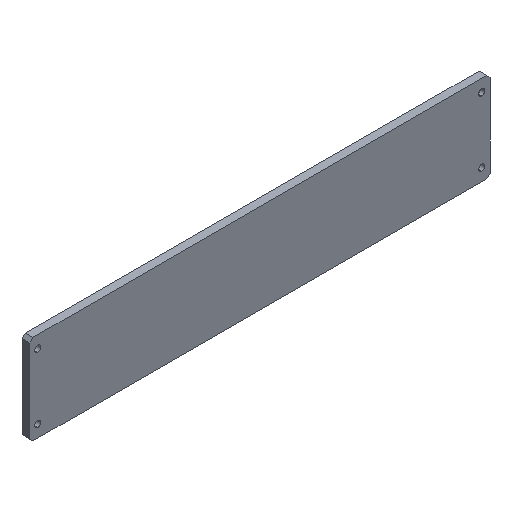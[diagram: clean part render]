
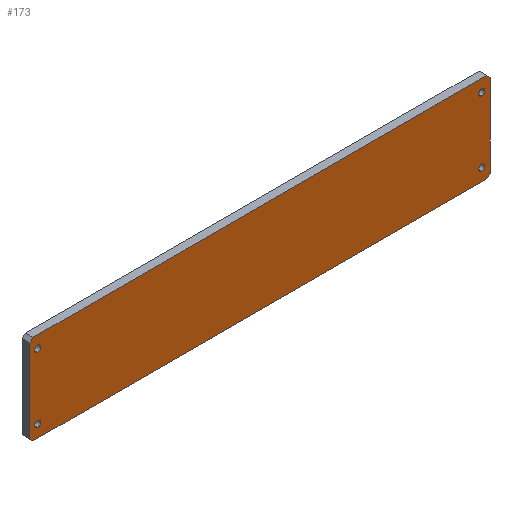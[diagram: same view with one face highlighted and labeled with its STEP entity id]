
A CAD part, isometric view. The second image highlights one B-rep face of the part: STEP entity #173.
In plain terms, the highlighted planar face has unit normal (0, -1, 0).
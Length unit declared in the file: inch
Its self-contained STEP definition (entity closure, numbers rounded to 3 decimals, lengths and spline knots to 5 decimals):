
#3 = EDGE_CURVE ( 'NONE', #562, #636, #610, .T. ) ;
#4 = CARTESIAN_POINT ( 'NONE',  ( 6.8125, 0., -1. ) ) ;
#10 = DIRECTION ( 'NONE',  ( 0., 1., 0. ) ) ;
#12 = DIRECTION ( 'NONE',  ( 0., 0., -1. ) ) ;
#14 = EDGE_LOOP ( 'NONE', ( #523, #631 ) ) ;
#15 = CARTESIAN_POINT ( 'NONE',  ( -6.9625, 0., -1.375 ) ) ;
#21 = VERTEX_POINT ( 'NONE', #53 ) ;
#32 = AXIS2_PLACEMENT_3D ( 'NONE', #526, #476, #336 ) ;
#33 = CARTESIAN_POINT ( 'NONE',  ( -7.0625, 0., 1.375 ) ) ;
#34 = VECTOR ( 'NONE', #418, 39.37008 ) ;
#35 = EDGE_LOOP ( 'NONE', ( #268, #43 ) ) ;
#40 = LINE ( 'NONE', #246, #88 ) ;
#43 = ORIENTED_EDGE ( 'NONE', *, *, #57, .T. ) ;
#45 = CIRCLE ( 'NONE', #129, 0.09375 ) ;
#46 = DIRECTION ( 'NONE',  ( 0., 0., 1. ) ) ;
#48 = DIRECTION ( 'NONE',  ( 0., 0., -1. ) ) ;
#53 = CARTESIAN_POINT ( 'NONE',  ( 6.8125, 0., -0.90625 ) ) ;
#57 = EDGE_CURVE ( 'NONE', #251, #21, #389, .T. ) ;
#58 = ORIENTED_EDGE ( 'NONE', *, *, #252, .F. ) ;
#60 = AXIS2_PLACEMENT_3D ( 'NONE', #474, #497, #91 ) ;
#63 = VERTEX_POINT ( 'NONE', #293 ) ;
#71 = DIRECTION ( 'NONE',  ( 0., 1., 0. ) ) ;
#77 = CIRCLE ( 'NONE', #60, 0.09375 ) ;
#88 = VECTOR ( 'NONE', #12, 39.37008 ) ;
#91 = DIRECTION ( 'NONE',  ( 0., 0., 1. ) ) ;
#93 = ORIENTED_EDGE ( 'NONE', *, *, #364, .F. ) ;
#94 = FACE_BOUND ( 'NONE', #289, .T. ) ;
#96 = EDGE_CURVE ( 'NONE', #528, #257, #233, .T. ) ;
#108 = CARTESIAN_POINT ( 'NONE',  ( -7.0625, 0., 1.275 ) ) ;
#111 = LINE ( 'NONE', #422, #262 ) ;
#119 = AXIS2_PLACEMENT_3D ( 'NONE', #188, #456, #419 ) ;
#123 = CARTESIAN_POINT ( 'NONE',  ( -6.8125, 0., 1. ) ) ;
#129 = AXIS2_PLACEMENT_3D ( 'NONE', #123, #71, #323 ) ;
#131 = EDGE_LOOP ( 'NONE', ( #600, #258 ) ) ;
#132 = ORIENTED_EDGE ( 'NONE', *, *, #353, .T. ) ;
#140 = ORIENTED_EDGE ( 'NONE', *, *, #3, .T. ) ;
#143 = CARTESIAN_POINT ( 'NONE',  ( 4.16875, 0., 4.16875 ) ) ;
#144 = CARTESIAN_POINT ( 'NONE',  ( -6.8125, 0., -0.90625 ) ) ;
#147 = ORIENTED_EDGE ( 'NONE', *, *, #178, .T. ) ;
#157 = CARTESIAN_POINT ( 'NONE',  ( 6.8125, 0., 1.09375 ) ) ;
#158 = CARTESIAN_POINT ( 'NONE',  ( 0., 0., 0. ) ) ;
#164 = CARTESIAN_POINT ( 'NONE',  ( -6.9625, 0., 1.375 ) ) ;
#170 = EDGE_CURVE ( 'NONE', #493, #530, #203, .T. ) ;
#173 = ADVANCED_FACE ( 'NONE', ( #285, #299, #94, #472, #340 ), #321, .T. ) ;
#175 = CARTESIAN_POINT ( 'NONE',  ( -7.0625, 0., -1.375 ) ) ;
#178 = EDGE_CURVE ( 'NONE', #320, #473, #182, .T. ) ;
#179 = DIRECTION ( 'NONE',  ( 0., 0., 1. ) ) ;
#182 = LINE ( 'NONE', #143, #34 ) ;
#184 = DIRECTION ( 'NONE',  ( 0., -1., 0. ) ) ;
#186 = VERTEX_POINT ( 'NONE', #430 ) ;
#188 = CARTESIAN_POINT ( 'NONE',  ( -6.8125, 0., 1. ) ) ;
#189 = DIRECTION ( 'NONE',  ( 0., 1., 0. ) ) ;
#191 = CARTESIAN_POINT ( 'NONE',  ( -6.8125, 0., 0.90625 ) ) ;
#192 = AXIS2_PLACEMENT_3D ( 'NONE', #4, #205, #378 ) ;
#195 = VERTEX_POINT ( 'NONE', #164 ) ;
#198 = DIRECTION ( 'NONE',  ( -0.707, 0., -0.707 ) ) ;
#203 = CIRCLE ( 'NONE', #32, 0.09375 ) ;
#205 = DIRECTION ( 'NONE',  ( 0., 1., 0. ) ) ;
#207 = CARTESIAN_POINT ( 'NONE',  ( 6.8125, 0., 0.90625 ) ) ;
#211 = VERTEX_POINT ( 'NONE', #191 ) ;
#218 = CARTESIAN_POINT ( 'NONE',  ( 6.9625, 0., 1.375 ) ) ;
#233 = LINE ( 'NONE', #33, #346 ) ;
#246 = CARTESIAN_POINT ( 'NONE',  ( 7.0625, 0., 1.375 ) ) ;
#250 = AXIS2_PLACEMENT_3D ( 'NONE', #443, #552, #46 ) ;
#251 = VERTEX_POINT ( 'NONE', #447 ) ;
#252 = EDGE_CURVE ( 'NONE', #320, #63, #40, .T. ) ;
#257 = VERTEX_POINT ( 'NONE', #108 ) ;
#258 = ORIENTED_EDGE ( 'NONE', *, *, #260, .T. ) ;
#260 = EDGE_CURVE ( 'NONE', #211, #186, #485, .T. ) ;
#262 = VECTOR ( 'NONE', #499, 39.37008 ) ;
#266 = CIRCLE ( 'NONE', #250, 0.09375 ) ;
#268 = ORIENTED_EDGE ( 'NONE', *, *, #577, .T. ) ;
#269 = VERTEX_POINT ( 'NONE', #15 ) ;
#270 = CARTESIAN_POINT ( 'NONE',  ( -6.8125, 0., -1.09375 ) ) ;
#275 = CARTESIAN_POINT ( 'NONE',  ( 7.0625, 0., 1.275 ) ) ;
#285 = FACE_BOUND ( 'NONE', #131, .T. ) ;
#289 = EDGE_LOOP ( 'NONE', ( #140, #401 ) ) ;
#291 = AXIS2_PLACEMENT_3D ( 'NONE', #626, #10, #179 ) ;
#292 = VECTOR ( 'NONE', #356, 39.37008 ) ;
#293 = CARTESIAN_POINT ( 'NONE',  ( 7.0625, 0., -1.275 ) ) ;
#299 = FACE_BOUND ( 'NONE', #35, .T. ) ;
#305 = VECTOR ( 'NONE', #198, 39.37008 ) ;
#309 = EDGE_CURVE ( 'NONE', #528, #269, #632, .T. ) ;
#320 = VERTEX_POINT ( 'NONE', #275 ) ;
#321 = PLANE ( 'NONE',  #556 ) ;
#323 = DIRECTION ( 'NONE',  ( 0., 0., 1. ) ) ;
#328 = DIRECTION ( 'NONE',  ( 0., 0., 1. ) ) ;
#336 = DIRECTION ( 'NONE',  ( 0., 0., 1. ) ) ;
#340 = FACE_OUTER_BOUND ( 'NONE', #561, .T. ) ;
#346 = VECTOR ( 'NONE', #511, 39.37008 ) ;
#349 = ORIENTED_EDGE ( 'NONE', *, *, #604, .T. ) ;
#353 = EDGE_CURVE ( 'NONE', #195, #257, #514, .T. ) ;
#356 = DIRECTION ( 'NONE',  ( -1., 0., 0. ) ) ;
#364 = EDGE_CURVE ( 'NONE', #624, #269, #371, .T. ) ;
#371 = LINE ( 'NONE', #175, #292 ) ;
#376 = CARTESIAN_POINT ( 'NONE',  ( 6.9625, 0., -1.375 ) ) ;
#378 = DIRECTION ( 'NONE',  ( 0., 0., 1. ) ) ;
#389 = CIRCLE ( 'NONE', #291, 0.09375 ) ;
#401 = ORIENTED_EDGE ( 'NONE', *, *, #529, .T. ) ;
#406 = ORIENTED_EDGE ( 'NONE', *, *, #96, .F. ) ;
#413 = VECTOR ( 'NONE', #504, 39.37008 ) ;
#418 = DIRECTION ( 'NONE',  ( -0.707, 0., 0.707 ) ) ;
#419 = DIRECTION ( 'NONE',  ( 0., 0., 1. ) ) ;
#422 = CARTESIAN_POINT ( 'NONE',  ( 4.16875, 0., -4.16875 ) ) ;
#429 = EDGE_CURVE ( 'NONE', #195, #473, #439, .T. ) ;
#430 = CARTESIAN_POINT ( 'NONE',  ( -6.8125, 0., 1.09375 ) ) ;
#431 = VECTOR ( 'NONE', #557, 39.37008 ) ;
#432 = CARTESIAN_POINT ( 'NONE',  ( -7.0625, 0., 1.375 ) ) ;
#436 = CARTESIAN_POINT ( 'NONE',  ( -7.0625, 0., -1.275 ) ) ;
#439 = LINE ( 'NONE', #432, #413 ) ;
#443 = CARTESIAN_POINT ( 'NONE',  ( 6.8125, 0., 1. ) ) ;
#447 = CARTESIAN_POINT ( 'NONE',  ( 6.8125, 0., -1.09375 ) ) ;
#456 = DIRECTION ( 'NONE',  ( 0., 1., 0. ) ) ;
#463 = ORIENTED_EDGE ( 'NONE', *, *, #309, .T. ) ;
#472 = FACE_BOUND ( 'NONE', #14, .T. ) ;
#473 = VERTEX_POINT ( 'NONE', #218 ) ;
#474 = CARTESIAN_POINT ( 'NONE',  ( -6.8125, 0., -1. ) ) ;
#476 = DIRECTION ( 'NONE',  ( 0., 1., 0. ) ) ;
#485 = CIRCLE ( 'NONE', #119, 0.09375 ) ;
#487 = CARTESIAN_POINT ( 'NONE',  ( 6.8125, 0., 1. ) ) ;
#493 = VERTEX_POINT ( 'NONE', #144 ) ;
#497 = DIRECTION ( 'NONE',  ( 0., 1., 0. ) ) ;
#499 = DIRECTION ( 'NONE',  ( 0.707, 0., 0.707 ) ) ;
#504 = DIRECTION ( 'NONE',  ( 1., 0., 0. ) ) ;
#505 = EDGE_CURVE ( 'NONE', #530, #493, #77, .T. ) ;
#511 = DIRECTION ( 'NONE',  ( 0., 0., 1. ) ) ;
#514 = LINE ( 'NONE', #594, #305 ) ;
#515 = CARTESIAN_POINT ( 'NONE',  ( -4.16875, 0., -4.16875 ) ) ;
#523 = ORIENTED_EDGE ( 'NONE', *, *, #170, .T. ) ;
#526 = CARTESIAN_POINT ( 'NONE',  ( -6.8125, 0., -1. ) ) ;
#528 = VERTEX_POINT ( 'NONE', #436 ) ;
#529 = EDGE_CURVE ( 'NONE', #636, #562, #266, .T. ) ;
#530 = VERTEX_POINT ( 'NONE', #270 ) ;
#534 = CIRCLE ( 'NONE', #192, 0.09375 ) ;
#538 = EDGE_CURVE ( 'NONE', #186, #211, #45, .T. ) ;
#544 = AXIS2_PLACEMENT_3D ( 'NONE', #487, #189, #328 ) ;
#552 = DIRECTION ( 'NONE',  ( 0., 1., 0. ) ) ;
#556 = AXIS2_PLACEMENT_3D ( 'NONE', #158, #184, #48 ) ;
#557 = DIRECTION ( 'NONE',  ( 0.707, 0., -0.707 ) ) ;
#561 = EDGE_LOOP ( 'NONE', ( #93, #349, #58, #147, #628, #132, #406, #463 ) ) ;
#562 = VERTEX_POINT ( 'NONE', #157 ) ;
#577 = EDGE_CURVE ( 'NONE', #21, #251, #534, .T. ) ;
#594 = CARTESIAN_POINT ( 'NONE',  ( -4.16875, 0., 4.16875 ) ) ;
#600 = ORIENTED_EDGE ( 'NONE', *, *, #538, .T. ) ;
#604 = EDGE_CURVE ( 'NONE', #624, #63, #111, .T. ) ;
#610 = CIRCLE ( 'NONE', #544, 0.09375 ) ;
#624 = VERTEX_POINT ( 'NONE', #376 ) ;
#626 = CARTESIAN_POINT ( 'NONE',  ( 6.8125, 0., -1. ) ) ;
#628 = ORIENTED_EDGE ( 'NONE', *, *, #429, .F. ) ;
#631 = ORIENTED_EDGE ( 'NONE', *, *, #505, .T. ) ;
#632 = LINE ( 'NONE', #515, #431 ) ;
#636 = VERTEX_POINT ( 'NONE', #207 ) ;
